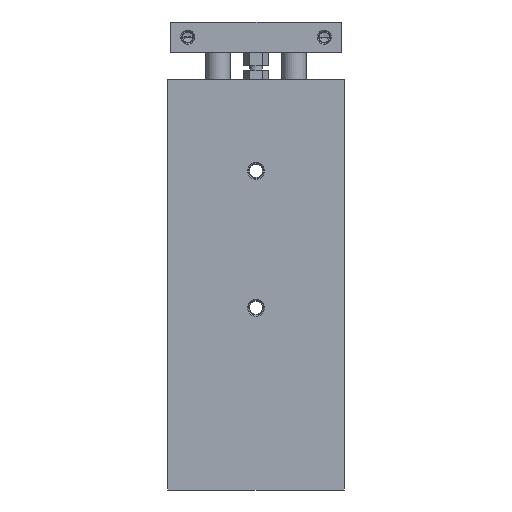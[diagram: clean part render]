
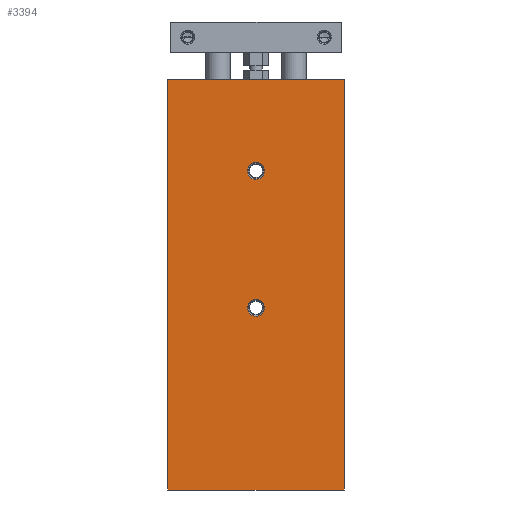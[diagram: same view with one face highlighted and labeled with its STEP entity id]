
A CAD part, front view. The second image highlights one B-rep face of the part: STEP entity #3394.
In plain terms, the highlighted planar face has unit normal (0, -1, 0).
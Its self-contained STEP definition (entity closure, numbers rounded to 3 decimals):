
#377 = ORIENTED_EDGE ( 'NONE', *, *, #4980, .F. ) ;
#584 = EDGE_CURVE ( 'NONE', #2406, #1031, #6026, .T. ) ;
#628 = FACE_BOUND ( 'NONE', #4948, .T. ) ;
#677 = CARTESIAN_POINT ( 'NONE',  ( 75., -10., -2.8 ) ) ;
#796 = LINE ( 'NONE', #2282, #4265 ) ;
#961 = EDGE_CURVE ( 'NONE', #2745, #2818, #4139, .T. ) ;
#1031 = VERTEX_POINT ( 'NONE', #5281 ) ;
#1079 = ORIENTED_EDGE ( 'NONE', *, *, #4439, .F. ) ;
#1128 = CARTESIAN_POINT ( 'NONE',  ( 135., -10., 29. ) ) ;
#1217 = ORIENTED_EDGE ( 'NONE', *, *, #3813, .F. ) ;
#1226 = VERTEX_POINT ( 'NONE', #1512 ) ;
#1232 = ORIENTED_EDGE ( 'NONE', *, *, #1505, .F. ) ;
#1248 = AXIS2_PLACEMENT_3D ( 'NONE', #5193, #4726, #4356 ) ;
#1283 = EDGE_LOOP ( 'NONE', ( #1079, #3782 ) ) ;
#1338 = VECTOR ( 'NONE', #1816, 1000. ) ;
#1410 = EDGE_LOOP ( 'NONE', ( #5147, #1232, #2265, #5619 ) ) ;
#1470 = CARTESIAN_POINT ( 'NONE',  ( 75., -10., 0. ) ) ;
#1505 = EDGE_CURVE ( 'NONE', #1031, #2818, #796, .T. ) ;
#1512 = CARTESIAN_POINT ( 'NONE',  ( 30., -10., -2.8 ) ) ;
#1597 = PLANE ( 'NONE',  #3360 ) ;
#1768 = DIRECTION ( 'NONE',  ( 0., 0., -1. ) ) ;
#1816 = DIRECTION ( 'NONE',  ( -1., 0., 0. ) ) ;
#1918 = DIRECTION ( 'NONE',  ( 0., -1., 0. ) ) ;
#2050 = AXIS2_PLACEMENT_3D ( 'NONE', #4782, #3824, #2294 ) ;
#2265 = ORIENTED_EDGE ( 'NONE', *, *, #584, .F. ) ;
#2282 = CARTESIAN_POINT ( 'NONE',  ( 135., -10., -29. ) ) ;
#2294 = DIRECTION ( 'NONE',  ( 0., 0., -1. ) ) ;
#2398 = DIRECTION ( 'NONE',  ( 0., 0., -1. ) ) ;
#2406 = VERTEX_POINT ( 'NONE', #5209 ) ;
#2700 = DIRECTION ( 'NONE',  ( -1., 0., 0. ) ) ;
#2716 = CARTESIAN_POINT ( 'NONE',  ( 0., -10., 29. ) ) ;
#2723 = VERTEX_POINT ( 'NONE', #677 ) ;
#2745 = VERTEX_POINT ( 'NONE', #4028 ) ;
#2776 = CIRCLE ( 'NONE', #1248, 2.8 ) ;
#2818 = VERTEX_POINT ( 'NONE', #5634 ) ;
#2849 = AXIS2_PLACEMENT_3D ( 'NONE', #4761, #1918, #2398 ) ;
#2945 = AXIS2_PLACEMENT_3D ( 'NONE', #1470, #4724, #5707 ) ;
#3026 = FACE_BOUND ( 'NONE', #1283, .T. ) ;
#3243 = CIRCLE ( 'NONE', #2945, 2.8 ) ;
#3360 = AXIS2_PLACEMENT_3D ( 'NONE', #1128, #4013, #5890 ) ;
#3394 = ADVANCED_FACE ( 'NONE', ( #3026, #4913, #628 ), #1597, .F. ) ;
#3468 = VERTEX_POINT ( 'NONE', #4201 ) ;
#3477 = EDGE_CURVE ( 'NONE', #2406, #2745, #3709, .T. ) ;
#3709 = LINE ( 'NONE', #6076, #1338 ) ;
#3782 = ORIENTED_EDGE ( 'NONE', *, *, #4572, .F. ) ;
#3813 = EDGE_CURVE ( 'NONE', #4908, #1226, #2776, .T. ) ;
#3824 = DIRECTION ( 'NONE',  ( 0., -1., 0. ) ) ;
#3860 = VECTOR ( 'NONE', #1768, 1000. ) ;
#4013 = DIRECTION ( 'NONE',  ( 0., 1., 0. ) ) ;
#4028 = CARTESIAN_POINT ( 'NONE',  ( 0., -10., 29. ) ) ;
#4139 = LINE ( 'NONE', #2716, #5537 ) ;
#4201 = CARTESIAN_POINT ( 'NONE',  ( 75., -10., 2.8 ) ) ;
#4204 = DIRECTION ( 'NONE',  ( 0., 0., -1. ) ) ;
#4265 = VECTOR ( 'NONE', #2700, 1000. ) ;
#4356 = DIRECTION ( 'NONE',  ( 0., 0., -1. ) ) ;
#4439 = EDGE_CURVE ( 'NONE', #2723, #3468, #3243, .T. ) ;
#4572 = EDGE_CURVE ( 'NONE', #3468, #2723, #5512, .T. ) ;
#4724 = DIRECTION ( 'NONE',  ( 0., -1., 0. ) ) ;
#4726 = DIRECTION ( 'NONE',  ( 0., -1., 0. ) ) ;
#4734 = CIRCLE ( 'NONE', #2050, 2.8 ) ;
#4751 = CARTESIAN_POINT ( 'NONE',  ( 30., -10., 2.8 ) ) ;
#4761 = CARTESIAN_POINT ( 'NONE',  ( 75., -10., 0. ) ) ;
#4782 = CARTESIAN_POINT ( 'NONE',  ( 30., -10., 0. ) ) ;
#4908 = VERTEX_POINT ( 'NONE', #4751 ) ;
#4913 = FACE_OUTER_BOUND ( 'NONE', #1410, .T. ) ;
#4948 = EDGE_LOOP ( 'NONE', ( #377, #1217 ) ) ;
#4980 = EDGE_CURVE ( 'NONE', #1226, #4908, #4734, .T. ) ;
#5147 = ORIENTED_EDGE ( 'NONE', *, *, #961, .T. ) ;
#5171 = CARTESIAN_POINT ( 'NONE',  ( 135., -10., 29. ) ) ;
#5193 = CARTESIAN_POINT ( 'NONE',  ( 30., -10., 0. ) ) ;
#5209 = CARTESIAN_POINT ( 'NONE',  ( 135., -10., 29. ) ) ;
#5281 = CARTESIAN_POINT ( 'NONE',  ( 135., -10., -29. ) ) ;
#5512 = CIRCLE ( 'NONE', #2849, 2.8 ) ;
#5537 = VECTOR ( 'NONE', #4204, 1000. ) ;
#5619 = ORIENTED_EDGE ( 'NONE', *, *, #3477, .T. ) ;
#5634 = CARTESIAN_POINT ( 'NONE',  ( 0., -10., -29. ) ) ;
#5707 = DIRECTION ( 'NONE',  ( 0., 0., -1. ) ) ;
#5890 = DIRECTION ( 'NONE',  ( 0., 0., 1. ) ) ;
#6026 = LINE ( 'NONE', #5171, #3860 ) ;
#6076 = CARTESIAN_POINT ( 'NONE',  ( 135., -10., 29. ) ) ;
